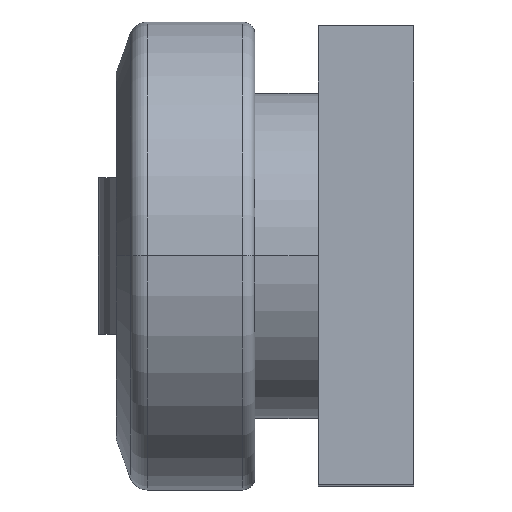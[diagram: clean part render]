
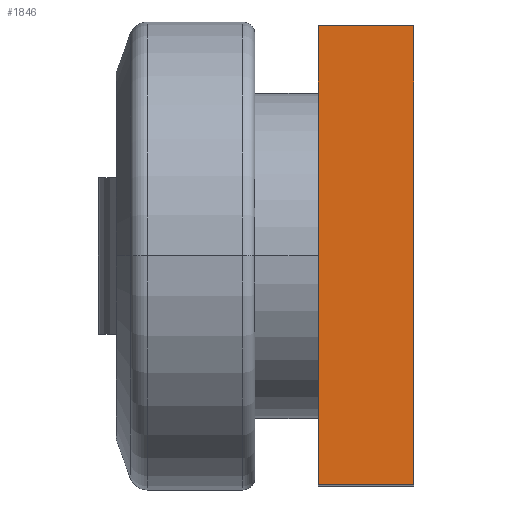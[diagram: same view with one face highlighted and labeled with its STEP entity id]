
A CAD part, top view. The second image highlights one B-rep face of the part: STEP entity #1846.
In plain terms, the highlighted planar face has unit normal (0, 0, 1).
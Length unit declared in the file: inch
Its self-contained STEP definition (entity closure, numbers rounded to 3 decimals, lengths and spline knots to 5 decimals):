
#10 = VERTEX_POINT ( 'NONE', #2216 ) ;
#131 = CARTESIAN_POINT ( 'NONE',  ( 2.141, 1.5, 2.375 ) ) ;
#147 = DIRECTION ( 'NONE',  ( 0., -1., 0. ) ) ;
#155 = EDGE_CURVE ( 'NONE', #2519, #2014, #1474, .T. ) ;
#167 = CARTESIAN_POINT ( 'NONE',  ( 1.516, -1.5, 2.375 ) ) ;
#216 = VERTEX_POINT ( 'NONE', #2148 ) ;
#262 = DIRECTION ( 'NONE',  ( 1., 0., 0. ) ) ;
#323 = LINE ( 'NONE', #2242, #673 ) ;
#372 = AXIS2_PLACEMENT_3D ( 'NONE', #167, #870, #147 ) ;
#639 = CARTESIAN_POINT ( 'NONE',  ( 1.516, -1.5, 2.375 ) ) ;
#673 = VECTOR ( 'NONE', #770, 39.37008 ) ;
#680 = EDGE_CURVE ( 'NONE', #2014, #216, #323, .T. ) ;
#770 = DIRECTION ( 'NONE',  ( 0., 1., 0. ) ) ;
#843 = ORIENTED_EDGE ( 'NONE', *, *, #680, .T. ) ;
#870 = DIRECTION ( 'NONE',  ( 0., 0., -1. ) ) ;
#899 = DIRECTION ( 'NONE',  ( -1., 0., 0. ) ) ;
#994 = CARTESIAN_POINT ( 'NONE',  ( 1.516, -1.5, 2.375 ) ) ;
#1030 = VECTOR ( 'NONE', #899, 39.37008 ) ;
#1058 = CARTESIAN_POINT ( 'NONE',  ( 2.141, -1.5, 2.375 ) ) ;
#1144 = DIRECTION ( 'NONE',  ( 0., -1., 0. ) ) ;
#1348 = PLANE ( 'NONE',  #372 ) ;
#1362 = LINE ( 'NONE', #131, #1030 ) ;
#1474 = LINE ( 'NONE', #2467, #2977 ) ;
#1649 = VECTOR ( 'NONE', #1144, 39.37008 ) ;
#1731 = EDGE_CURVE ( 'NONE', #216, #10, #1362, .T. ) ;
#1846 = ADVANCED_FACE ( 'NONE', ( #2360 ), #1348, .F. ) ;
#1852 = EDGE_CURVE ( 'NONE', #10, #2519, #2840, .T. ) ;
#1943 = ORIENTED_EDGE ( 'NONE', *, *, #155, .T. ) ;
#2014 = VERTEX_POINT ( 'NONE', #1058 ) ;
#2148 = CARTESIAN_POINT ( 'NONE',  ( 2.141, 1.5, 2.375 ) ) ;
#2216 = CARTESIAN_POINT ( 'NONE',  ( 1.516, 1.5, 2.375 ) ) ;
#2242 = CARTESIAN_POINT ( 'NONE',  ( 2.141, -1.5, 2.375 ) ) ;
#2360 = FACE_OUTER_BOUND ( 'NONE', #3049, .T. ) ;
#2399 = ORIENTED_EDGE ( 'NONE', *, *, #1731, .T. ) ;
#2452 = ORIENTED_EDGE ( 'NONE', *, *, #1852, .T. ) ;
#2467 = CARTESIAN_POINT ( 'NONE',  ( 2.141, -1.5, 2.375 ) ) ;
#2519 = VERTEX_POINT ( 'NONE', #994 ) ;
#2840 = LINE ( 'NONE', #639, #1649 ) ;
#2977 = VECTOR ( 'NONE', #262, 39.37008 ) ;
#3049 = EDGE_LOOP ( 'NONE', ( #1943, #843, #2399, #2452 ) ) ;
